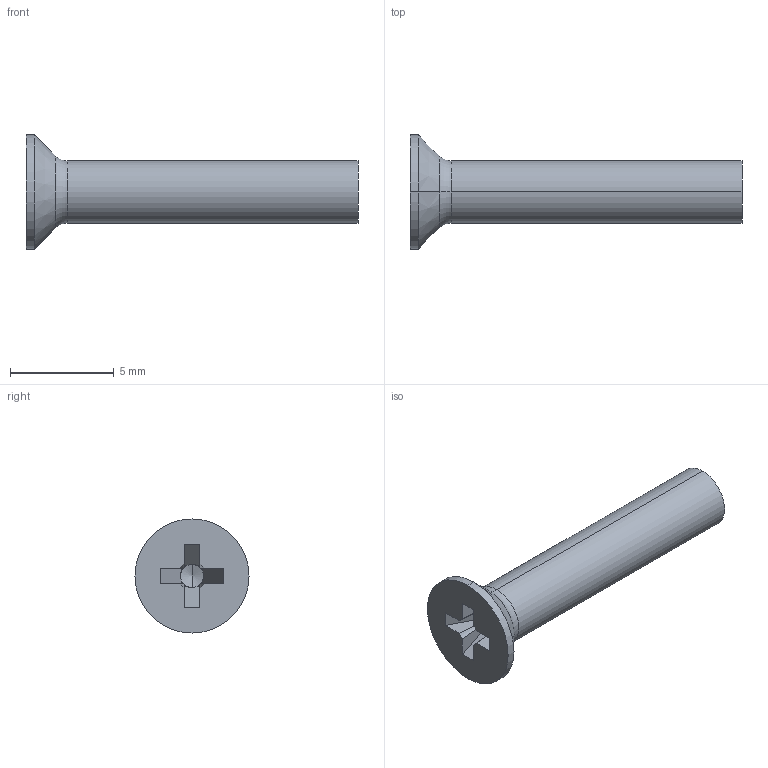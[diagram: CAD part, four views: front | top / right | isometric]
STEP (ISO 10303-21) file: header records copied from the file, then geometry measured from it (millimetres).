
FILE_DESCRIPTION (( 'STEP AP203' ), '1' );
FILE_NAME ('countersunk flat head cross recess screw1_iso_ISO 7046-1 - M3 x 16 - Z - 16C_sldprt.STEP', '2023-11-23T14:39:31', ( '' ), ( '' ), 'SwSTEP 2.0', 'SolidWorks 2022', '' );
FILE_SCHEMA (( 'CONFIG_CONTROL_DESIGN' ));
Length unit declared in the file: millimetre
Products named in the file (1): countersunk flat head cross recess screw1_iso_ISO 7046-1 - M3 x 16 - Z - 16C_sldprt
Bounding box: 16 x 5.5 x 5.5 mm (x, y, z)
Volume: 124.3 mm3; surface area: 209.5 mm2
Topology: 1 solids, 1 shells, 41 faces, 94 edges, 54 vertices
Faces by surface type: plane 22, cone 13, cylinder 4, torus 2
Entity records: 1209 total; most frequent: CARTESIAN_POINT 227, DIRECTION 197, ORIENTED_EDGE 184, EDGE_CURVE 92, AXIS2_PLACEMENT_3D 76, VERTEX_POINT 54, VECTOR 45, LINE 45
